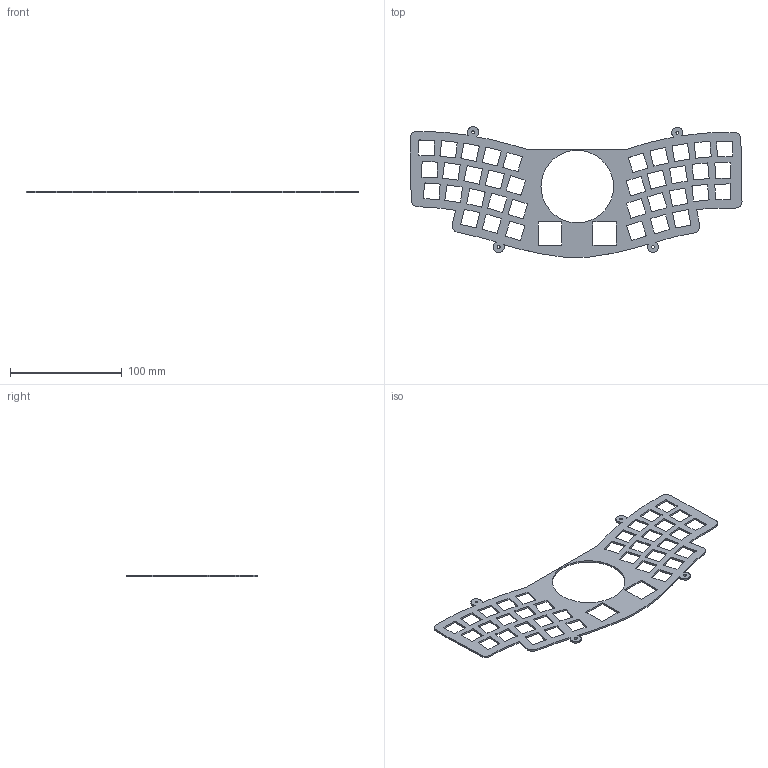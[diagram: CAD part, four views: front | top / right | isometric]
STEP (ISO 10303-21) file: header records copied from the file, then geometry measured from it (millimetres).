
FILE_DESCRIPTION(/* description */ (''),/* implementation_level */ '2;1');
FILE_NAME(/* name */ 'Forever-1 Full Switch Plate.step',/* time_stamp */ '2024-07-18T08:44:28-07:00',/* author */ (''),/* organization */ (''),/* preprocessor_version */ 'ST-DEVELOPER v20',/* originating_system */ 'Autodesk Translation Framework v13.14.0.145',/* authorisation */ '');
FILE_SCHEMA (('AUTOMOTIVE_DESIGN { 1 0 10303 214 3 1 1 }'));
Length unit declared in the file: millimetre
Products named in the file (1): Forever-1 Full Switch Plate
Bounding box: 296.57 x 116.77 x 1.6 mm (x, y, z)
Volume: 22813.6 mm3; surface area: 33670.1 mm2
Topology: 1 solids, 1 shells, 371 faces, 1107 edges, 738 vertices
Faces by surface type: plane 210, cylinder 161
Full cylindrical faces by diameter (mm): 2.5 x4, 64.865 x1
Entity records: 12728 total; most frequent: CARTESIAN_POINT 2217, ORIENTED_EDGE 2214, DIRECTION 2173, EDGE_CURVE 1107, LINE 785, VECTOR 785, VERTEX_POINT 738, AXIS2_PLACEMENT_3D 694
